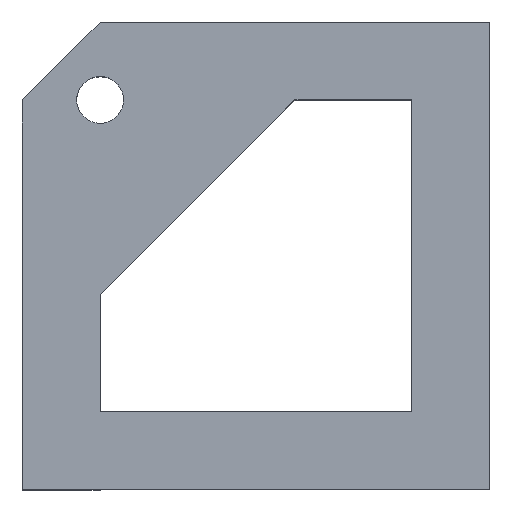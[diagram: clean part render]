
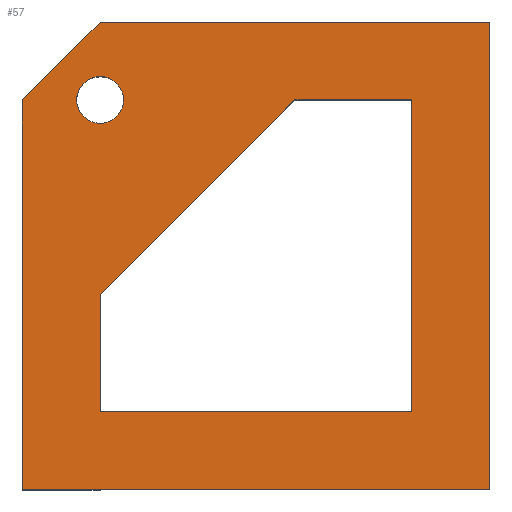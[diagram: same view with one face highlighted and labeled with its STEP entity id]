
A CAD part, top view. The second image highlights one B-rep face of the part: STEP entity #57.
In plain terms, the highlighted planar face has unit normal (0, 0, 1).
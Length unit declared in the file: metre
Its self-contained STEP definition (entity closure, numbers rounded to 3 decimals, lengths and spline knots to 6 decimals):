
#57 = ADVANCED_FACE( '', ( #114, #115, #116 ), #117, .T. );
#114 = FACE_BOUND( '', #169, .T. );
#115 = FACE_OUTER_BOUND( '', #170, .T. );
#116 = FACE_BOUND( '', #171, .T. );
#117 = PLANE( '', #172 );
#169 = EDGE_LOOP( '', ( #281 ) );
#170 = EDGE_LOOP( '', ( #282, #283, #284, #285, #286 ) );
#171 = EDGE_LOOP( '', ( #287, #288, #289, #290, #291 ) );
#172 = AXIS2_PLACEMENT_3D( '', #292, #293, #294 );
#281 = ORIENTED_EDGE( '', *, *, #380, .T. );
#282 = ORIENTED_EDGE( '', *, *, #383, .F. );
#283 = ORIENTED_EDGE( '', *, *, #369, .T. );
#284 = ORIENTED_EDGE( '', *, *, #384, .F. );
#285 = ORIENTED_EDGE( '', *, *, #348, .T. );
#286 = ORIENTED_EDGE( '', *, *, #375, .T. );
#287 = ORIENTED_EDGE( '', *, *, #385, .T. );
#288 = ORIENTED_EDGE( '', *, *, #386, .T. );
#289 = ORIENTED_EDGE( '', *, *, #356, .F. );
#290 = ORIENTED_EDGE( '', *, *, #361, .T. );
#291 = ORIENTED_EDGE( '', *, *, #342, .F. );
#292 = CARTESIAN_POINT( '', ( 0.015, 0.015, 0.01 ) );
#293 = DIRECTION( '', ( 0., 0., 1. ) );
#294 = DIRECTION( '', ( 1., 0., 0. ) );
#342 = EDGE_CURVE( '', #405, #407, #408, .T. );
#348 = EDGE_CURVE( '', #418, #416, #419, .T. );
#356 = EDGE_CURVE( '', #430, #432, #433, .T. );
#361 = EDGE_CURVE( '', #430, #407, #439, .T. );
#369 = EDGE_CURVE( '', #450, #451, #452, .F. );
#375 = EDGE_CURVE( '', #416, #457, #459, .T. );
#380 = EDGE_CURVE( '', #465, #465, #466, .F. );
#383 = EDGE_CURVE( '', #450, #457, #469, .T. );
#384 = EDGE_CURVE( '', #418, #451, #470, .T. );
#385 = EDGE_CURVE( '', #405, #471, #472, .T. );
#386 = EDGE_CURVE( '', #471, #432, #473, .T. );
#405 = VERTEX_POINT( '', #497 );
#407 = VERTEX_POINT( '', #500 );
#408 = LINE( '', #501, #502 );
#416 = VERTEX_POINT( '', #513 );
#418 = VERTEX_POINT( '', #516 );
#419 = LINE( '', #517, #518 );
#430 = VERTEX_POINT( '', #534 );
#432 = VERTEX_POINT( '', #537 );
#433 = LINE( '', #538, #539 );
#439 = LINE( '', #548, #549 );
#450 = VERTEX_POINT( '', #564 );
#451 = VERTEX_POINT( '', #565 );
#452 = LINE( '', #566, #567 );
#457 = VERTEX_POINT( '', #575 );
#459 = LINE( '', #578, #579 );
#465 = VERTEX_POINT( '', #587 );
#466 = CIRCLE( '', #588, 0.0015 );
#469 = LINE( '', #591, #592 );
#470 = LINE( '', #593, #594 );
#471 = VERTEX_POINT( '', #595 );
#472 = LINE( '', #596, #597 );
#473 = LINE( '', #598, #599 );
#497 = CARTESIAN_POINT( '', ( 0.025, 0.025, 0.01 ) );
#500 = CARTESIAN_POINT( '', ( 0.0175, 0.025, 0.01 ) );
#501 = CARTESIAN_POINT( '', ( 0.015, 0.025, 0.01 ) );
#502 = VECTOR( '', #613, 1. );
#513 = CARTESIAN_POINT( '', ( 0.03, 0., 0.01 ) );
#516 = CARTESIAN_POINT( '', ( 0., 0., 0.01 ) );
#517 = CARTESIAN_POINT( '', ( 0.015, 0., 0.01 ) );
#518 = VECTOR( '', #618, 1. );
#534 = CARTESIAN_POINT( '', ( 0.005, 0.0125, 0.01 ) );
#537 = CARTESIAN_POINT( '', ( 0.005, 0.005, 0.01 ) );
#538 = CARTESIAN_POINT( '', ( 0.005, 0.015, 0.01 ) );
#539 = VECTOR( '', #625, 1. );
#548 = CARTESIAN_POINT( '', ( 0.01125, 0.01875, 0.01 ) );
#549 = VECTOR( '', #629, 1. );
#564 = CARTESIAN_POINT( '', ( 0.005, 0.03, 0.01 ) );
#565 = CARTESIAN_POINT( '', ( 0., 0.025, 0.01 ) );
#566 = CARTESIAN_POINT( '', ( 0.0025, 0.0275, 0.01 ) );
#567 = VECTOR( '', #637, 1. );
#575 = CARTESIAN_POINT( '', ( 0.03, 0.03, 0.01 ) );
#578 = CARTESIAN_POINT( '', ( 0.03, 0.015, 0.01 ) );
#579 = VECTOR( '', #642, 1. );
#587 = CARTESIAN_POINT( '', ( 0.0065, 0.025, 0.01 ) );
#588 = AXIS2_PLACEMENT_3D( '', #645, #646, #647 );
#591 = CARTESIAN_POINT( '', ( 0.015, 0.03, 0.01 ) );
#592 = VECTOR( '', #651, 1. );
#593 = CARTESIAN_POINT( '', ( 0., 0.015, 0.01 ) );
#594 = VECTOR( '', #652, 1. );
#595 = CARTESIAN_POINT( '', ( 0.025, 0.005, 0.01 ) );
#596 = CARTESIAN_POINT( '', ( 0.025, 0.015, 0.01 ) );
#597 = VECTOR( '', #653, 1. );
#598 = CARTESIAN_POINT( '', ( 0.015, 0.005, 0.01 ) );
#599 = VECTOR( '', #654, 1. );
#613 = DIRECTION( '', ( -1., 0., 0. ) );
#618 = DIRECTION( '', ( 1., 0., 0. ) );
#625 = DIRECTION( '', ( 0., -1., 0. ) );
#629 = DIRECTION( '', ( 0.707, 0.707, 0. ) );
#637 = DIRECTION( '', ( 0.707, 0.707, 0. ) );
#642 = DIRECTION( '', ( 0., 1., 0. ) );
#645 = CARTESIAN_POINT( '', ( 0.005, 0.025, 0.01 ) );
#646 = DIRECTION( '', ( 0., 0., 1. ) );
#647 = DIRECTION( '', ( 1., 0., 0. ) );
#651 = DIRECTION( '', ( 1., 0., 0. ) );
#652 = DIRECTION( '', ( 0., 1., 0. ) );
#653 = DIRECTION( '', ( 0., -1., 0. ) );
#654 = DIRECTION( '', ( -1., 0., 0. ) );
